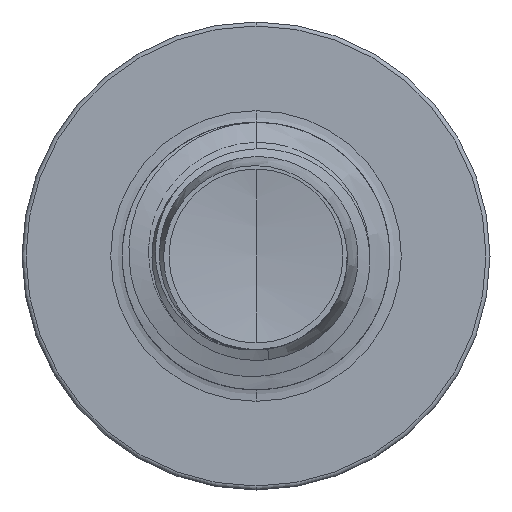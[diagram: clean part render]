
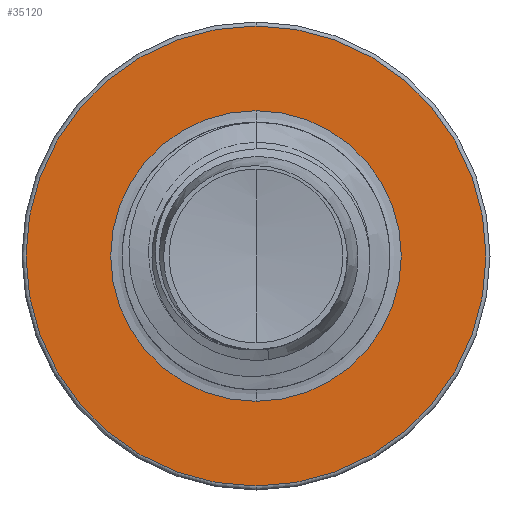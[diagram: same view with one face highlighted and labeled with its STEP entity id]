
A CAD part, front view. The second image highlights one B-rep face of the part: STEP entity #35120.
In plain terms, the highlighted planar face has unit normal (0, -1, 0).
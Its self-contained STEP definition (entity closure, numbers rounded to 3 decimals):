
#824 = CIRCLE ( 'NONE', #2995, 3.44 ) ;
#1783 = FACE_BOUND ( 'NONE', #37073, .T. ) ;
#1964 = DIRECTION ( 'NONE',  ( 0., 1., 0. ) ) ;
#2988 = DIRECTION ( 'NONE',  ( 0., 1., 0. ) ) ;
#2995 = AXIS2_PLACEMENT_3D ( 'NONE', #21087, #2988, #23993 ) ;
#3137 = ORIENTED_EDGE ( 'NONE', *, *, #20026, .F. ) ;
#5174 = CARTESIAN_POINT ( 'NONE',  ( 0., 20., 2.174 ) ) ;
#5878 = EDGE_LOOP ( 'NONE', ( #3137, #21768 ) ) ;
#8709 = CARTESIAN_POINT ( 'NONE',  ( 0., 20., 0. ) ) ;
#8972 = AXIS2_PLACEMENT_3D ( 'NONE', #19430, #19423, #19394 ) ;
#9430 = EDGE_CURVE ( 'NONE', #13497, #12290, #12591, .T. ) ;
#11093 = FACE_OUTER_BOUND ( 'NONE', #5878, .T. ) ;
#11227 = CARTESIAN_POINT ( 'NONE',  ( 0., 20., -2.174 ) ) ;
#11766 = DIRECTION ( 'NONE',  ( 0., 0., 1. ) ) ;
#12290 = VERTEX_POINT ( 'NONE', #5174 ) ;
#12591 = CIRCLE ( 'NONE', #8972, 2.174 ) ;
#12868 = CARTESIAN_POINT ( 'NONE',  ( 0., 20., 0. ) ) ;
#13497 = VERTEX_POINT ( 'NONE', #11227 ) ;
#13975 = PLANE ( 'NONE',  #27985 ) ;
#15845 = DIRECTION ( 'NONE',  ( 0., 0., 1. ) ) ;
#16444 = VERTEX_POINT ( 'NONE', #30199 ) ;
#18160 = EDGE_CURVE ( 'NONE', #12290, #13497, #33069, .T. ) ;
#19394 = DIRECTION ( 'NONE',  ( 0., 0., 1. ) ) ;
#19423 = DIRECTION ( 'NONE',  ( 0., 1., 0. ) ) ;
#19430 = CARTESIAN_POINT ( 'NONE',  ( 0., 20., 0. ) ) ;
#20026 = EDGE_CURVE ( 'NONE', #16444, #31616, #824, .T. ) ;
#20125 = CARTESIAN_POINT ( 'NONE',  ( 0., 20., -3.44 ) ) ;
#21087 = CARTESIAN_POINT ( 'NONE',  ( 0., 20., 0. ) ) ;
#21768 = ORIENTED_EDGE ( 'NONE', *, *, #35379, .F. ) ;
#22486 = AXIS2_PLACEMENT_3D ( 'NONE', #8709, #28799, #11766 ) ;
#23086 = DIRECTION ( 'NONE',  ( 0., 0., 1. ) ) ;
#23993 = DIRECTION ( 'NONE',  ( 0., 0., 1. ) ) ;
#24846 = CIRCLE ( 'NONE', #22486, 3.44 ) ;
#25721 = AXIS2_PLACEMENT_3D ( 'NONE', #12868, #32126, #15845 ) ;
#27985 = AXIS2_PLACEMENT_3D ( 'NONE', #35977, #1964, #23086 ) ;
#28799 = DIRECTION ( 'NONE',  ( 0., 1., 0. ) ) ;
#30199 = CARTESIAN_POINT ( 'NONE',  ( 0., 20., 3.44 ) ) ;
#31468 = ORIENTED_EDGE ( 'NONE', *, *, #9430, .T. ) ;
#31616 = VERTEX_POINT ( 'NONE', #20125 ) ;
#32126 = DIRECTION ( 'NONE',  ( 0., 1., 0. ) ) ;
#33069 = CIRCLE ( 'NONE', #25721, 2.174 ) ;
#34501 = ORIENTED_EDGE ( 'NONE', *, *, #18160, .T. ) ;
#35120 = ADVANCED_FACE ( 'NONE', ( #11093, #1783 ), #13975, .F. ) ;
#35379 = EDGE_CURVE ( 'NONE', #31616, #16444, #24846, .T. ) ;
#35977 = CARTESIAN_POINT ( 'NONE',  ( 0., 20., -2.174 ) ) ;
#37073 = EDGE_LOOP ( 'NONE', ( #34501, #31468 ) ) ;
